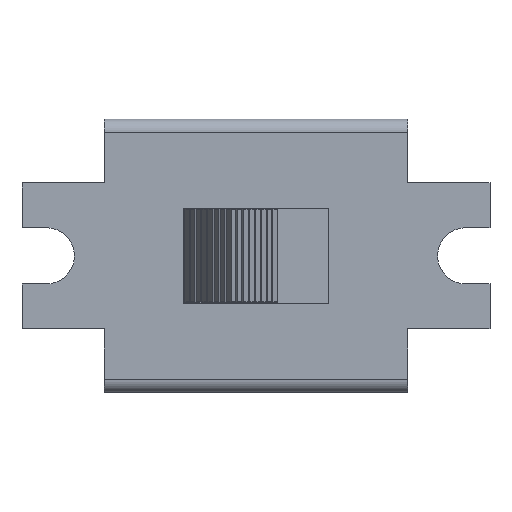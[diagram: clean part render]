
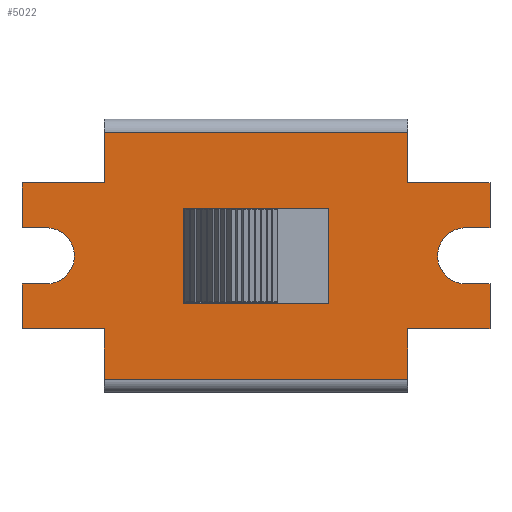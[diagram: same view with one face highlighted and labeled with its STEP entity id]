
A CAD part, top view. The second image highlights one B-rep face of the part: STEP entity #5022.
In plain terms, the highlighted planar face has unit normal (0, 0, 1).
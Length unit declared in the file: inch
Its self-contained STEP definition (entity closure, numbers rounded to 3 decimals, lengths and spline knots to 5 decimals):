
#143=FACE_BOUND('',#664,.T.);
#193=CIRCLE('',#5292,0.04626);
#197=CIRCLE('',#5305,0.04626);
#394=FACE_OUTER_BOUND('',#663,.T.);
#663=EDGE_LOOP('',(#3853,#3854,#3855,#3856,#3857,#3858,#3859,#3860,#3861,
#3862,#3863,#3864,#3865,#3866,#3867,#3868,#3869,#3870,#3871,#3872));
#664=EDGE_LOOP('',(#3873,#3874,#3875,#3876));
#1050=LINE('',#7316,#1620);
#1054=LINE('',#7323,#1624);
#1057=LINE('',#7329,#1627);
#1061=LINE('',#7341,#1631);
#1064=LINE('',#7347,#1634);
#1067=LINE('',#7353,#1637);
#1072=LINE('',#7363,#1642);
#1087=LINE('',#7397,#1657);
#1091=LINE('',#7404,#1661);
#1094=LINE('',#7410,#1664);
#1098=LINE('',#7422,#1668);
#1101=LINE('',#7428,#1671);
#1104=LINE('',#7434,#1674);
#1107=LINE('',#7440,#1677);
#1111=LINE('',#7448,#1681);
#1114=LINE('',#7454,#1684);
#1117=LINE('',#7459,#1687);
#1146=LINE('',#7514,#1716);
#1147=LINE('',#7517,#1717);
#1148=LINE('',#7521,#1718);
#1149=LINE('',#7522,#1719);
#1150=LINE('',#7523,#1720);
#1620=VECTOR('',#5967,0.3937);
#1624=VECTOR('',#5973,0.3937);
#1627=VECTOR('',#5978,0.3937);
#1631=VECTOR('',#5990,0.3937);
#1634=VECTOR('',#5995,0.3937);
#1637=VECTOR('',#6000,0.3937);
#1642=VECTOR('',#6009,0.3937);
#1657=VECTOR('',#6030,0.3937);
#1661=VECTOR('',#6036,0.3937);
#1664=VECTOR('',#6041,0.3937);
#1668=VECTOR('',#6053,0.3937);
#1671=VECTOR('',#6058,0.3937);
#1674=VECTOR('',#6063,0.3937);
#1677=VECTOR('',#6068,0.3937);
#1681=VECTOR('',#6074,0.3937);
#1684=VECTOR('',#6079,0.3937);
#1687=VECTOR('',#6084,0.3937);
#1716=VECTOR('',#6163,0.3937);
#1717=VECTOR('',#6168,0.3937);
#1718=VECTOR('',#6171,0.3937);
#1719=VECTOR('',#6172,0.3937);
#1720=VECTOR('',#6173,0.3937);
#2155=VERTEX_POINT('',#7314);
#2156=VERTEX_POINT('',#7315);
#2158=VERTEX_POINT('',#7322);
#2160=VERTEX_POINT('',#7328);
#2162=VERTEX_POINT('',#7334);
#2164=VERTEX_POINT('',#7340);
#2166=VERTEX_POINT('',#7346);
#2168=VERTEX_POINT('',#7352);
#2171=VERTEX_POINT('',#7361);
#2186=VERTEX_POINT('',#7395);
#2187=VERTEX_POINT('',#7396);
#2189=VERTEX_POINT('',#7403);
#2191=VERTEX_POINT('',#7409);
#2193=VERTEX_POINT('',#7415);
#2195=VERTEX_POINT('',#7421);
#2197=VERTEX_POINT('',#7427);
#2199=VERTEX_POINT('',#7433);
#2200=VERTEX_POINT('',#7438);
#2201=VERTEX_POINT('',#7439);
#2204=VERTEX_POINT('',#7447);
#2206=VERTEX_POINT('',#7453);
#2208=VERTEX_POINT('',#7513);
#2209=VERTEX_POINT('',#7519);
#2210=VERTEX_POINT('',#7520);
#2723=EDGE_CURVE('',#2155,#2156,#1050,.T.);
#2727=EDGE_CURVE('',#2158,#2155,#1054,.T.);
#2730=EDGE_CURVE('',#2160,#2158,#1057,.T.);
#2733=EDGE_CURVE('',#2162,#2160,#193,.T.);
#2736=EDGE_CURVE('',#2164,#2162,#1061,.T.);
#2739=EDGE_CURVE('',#2166,#2164,#1064,.T.);
#2742=EDGE_CURVE('',#2168,#2166,#1067,.T.);
#2748=EDGE_CURVE('',#2171,#2168,#1072,.T.);
#2764=EDGE_CURVE('',#2186,#2187,#1087,.T.);
#2768=EDGE_CURVE('',#2189,#2186,#1091,.T.);
#2771=EDGE_CURVE('',#2191,#2189,#1094,.T.);
#2774=EDGE_CURVE('',#2193,#2191,#197,.T.);
#2777=EDGE_CURVE('',#2195,#2193,#1098,.T.);
#2780=EDGE_CURVE('',#2197,#2195,#1101,.T.);
#2783=EDGE_CURVE('',#2199,#2197,#1104,.T.);
#2786=EDGE_CURVE('',#2200,#2201,#1107,.T.);
#2790=EDGE_CURVE('',#2204,#2200,#1111,.T.);
#2793=EDGE_CURVE('',#2206,#2204,#1114,.T.);
#2796=EDGE_CURVE('',#2201,#2206,#1117,.T.);
#2825=EDGE_CURVE('',#2187,#2208,#1146,.T.);
#2827=EDGE_CURVE('',#2208,#2171,#1147,.T.);
#2828=EDGE_CURVE('',#2209,#2210,#1148,.T.);
#2829=EDGE_CURVE('',#2156,#2209,#1149,.T.);
#2830=EDGE_CURVE('',#2210,#2199,#1150,.T.);
#3853=ORIENTED_EDGE('',*,*,#2828,.F.);
#3854=ORIENTED_EDGE('',*,*,#2829,.F.);
#3855=ORIENTED_EDGE('',*,*,#2723,.F.);
#3856=ORIENTED_EDGE('',*,*,#2727,.F.);
#3857=ORIENTED_EDGE('',*,*,#2730,.F.);
#3858=ORIENTED_EDGE('',*,*,#2733,.F.);
#3859=ORIENTED_EDGE('',*,*,#2736,.F.);
#3860=ORIENTED_EDGE('',*,*,#2739,.F.);
#3861=ORIENTED_EDGE('',*,*,#2742,.F.);
#3862=ORIENTED_EDGE('',*,*,#2748,.F.);
#3863=ORIENTED_EDGE('',*,*,#2827,.F.);
#3864=ORIENTED_EDGE('',*,*,#2825,.F.);
#3865=ORIENTED_EDGE('',*,*,#2764,.F.);
#3866=ORIENTED_EDGE('',*,*,#2768,.F.);
#3867=ORIENTED_EDGE('',*,*,#2771,.F.);
#3868=ORIENTED_EDGE('',*,*,#2774,.F.);
#3869=ORIENTED_EDGE('',*,*,#2777,.F.);
#3870=ORIENTED_EDGE('',*,*,#2780,.F.);
#3871=ORIENTED_EDGE('',*,*,#2783,.F.);
#3872=ORIENTED_EDGE('',*,*,#2830,.F.);
#3873=ORIENTED_EDGE('',*,*,#2796,.T.);
#3874=ORIENTED_EDGE('',*,*,#2793,.T.);
#3875=ORIENTED_EDGE('',*,*,#2790,.T.);
#3876=ORIENTED_EDGE('',*,*,#2786,.T.);
#4802=PLANE('',#5341);
#5022=ADVANCED_FACE('',(#394,#143),#4802,.T.);
#5292=AXIS2_PLACEMENT_3D('',#7335,#5983,#5984);
#5305=AXIS2_PLACEMENT_3D('',#7416,#6046,#6047);
#5341=AXIS2_PLACEMENT_3D('',#7518,#6169,#6170);
#5967=DIRECTION('',(1.,0.,0.));
#5973=DIRECTION('',(0.,1.,0.));
#5978=DIRECTION('',(-1.,0.,0.));
#5983=DIRECTION('center_axis',(0.,0.,
1.));
#5984=DIRECTION('ref_axis',(0.,-1.,0.));
#5990=DIRECTION('',(1.,0.,0.));
#5995=DIRECTION('',(0.,1.,0.));
#6000=DIRECTION('',(-1.,0.,0.));
#6009=DIRECTION('',(0.,1.,0.));
#6030=DIRECTION('',(-1.,0.,0.));
#6036=DIRECTION('',(0.,-1.,0.));
#6041=DIRECTION('',(1.,0.,0.));
#6046=DIRECTION('center_axis',(0.,0.,
1.));
#6047=DIRECTION('ref_axis',(0.,1.,0.));
#6053=DIRECTION('',(-1.,0.,0.));
#6058=DIRECTION('',(0.,-1.,0.));
#6063=DIRECTION('',(1.,0.,0.));
#6068=DIRECTION('',(1.,0.,0.));
#6074=DIRECTION('',(0.,1.,0.));
#6079=DIRECTION('',(-1.,0.,0.));
#6084=DIRECTION('',(0.,-1.,0.));
#6163=DIRECTION('',(0.,-1.,0.));
#6168=DIRECTION('',(-1.,0.,0.));
#6169=DIRECTION('center_axis',(0.,0.,
1.));
#6170=DIRECTION('ref_axis',(1.,0.,0.));
#6171=DIRECTION('',(1.,0.,0.));
#6172=DIRECTION('',(0.,1.,0.));
#6173=DIRECTION('',(0.,-1.,0.));
#7314=CARTESIAN_POINT('',(-0.38504,0.12008,0.3));
#7315=CARTESIAN_POINT('',(-0.25,0.12008,0.3));
#7316=CARTESIAN_POINT('',(-0.38504,0.12008,0.3));
#7322=CARTESIAN_POINT('',(-0.38504,0.04626,0.3));
#7323=CARTESIAN_POINT('',(-0.38504,0.04626,0.3));
#7328=CARTESIAN_POINT('',(-0.34508,0.04626,0.3));
#7329=CARTESIAN_POINT('',(-0.34508,0.04626,0.3));
#7334=CARTESIAN_POINT('',(-0.34508,-0.04626,0.3));
#7335=CARTESIAN_POINT('Origin',(-0.34508,0.,
0.3));
#7340=CARTESIAN_POINT('',(-0.38504,-0.04626,0.3));
#7341=CARTESIAN_POINT('',(-0.38504,-0.04626,0.3));
#7346=CARTESIAN_POINT('',(-0.38504,-0.12008,0.3));
#7347=CARTESIAN_POINT('',(-0.38504,-0.12008,0.3));
#7352=CARTESIAN_POINT('',(-0.25,-0.12008,0.3));
#7353=CARTESIAN_POINT('',(-0.25,-0.12008,0.3));
#7361=CARTESIAN_POINT('',(-0.25,-0.20295,0.3));
#7363=CARTESIAN_POINT('',(-0.25,-0.225,0.3));
#7395=CARTESIAN_POINT('',(0.38504,-0.12008,0.3));
#7396=CARTESIAN_POINT('',(0.25,-0.12008,0.3));
#7397=CARTESIAN_POINT('',(0.38504,-0.12008,0.3));
#7403=CARTESIAN_POINT('',(0.38504,-0.04626,0.3));
#7404=CARTESIAN_POINT('',(0.38504,-0.04626,0.3));
#7409=CARTESIAN_POINT('',(0.34508,-0.04626,0.3));
#7410=CARTESIAN_POINT('',(0.34508,-0.04626,0.3));
#7415=CARTESIAN_POINT('',(0.34508,0.04626,0.3));
#7416=CARTESIAN_POINT('Origin',(0.34508,0.,0.3));
#7421=CARTESIAN_POINT('',(0.38504,0.04626,0.3));
#7422=CARTESIAN_POINT('',(0.38504,0.04626,0.3));
#7427=CARTESIAN_POINT('',(0.38504,0.12008,0.3));
#7428=CARTESIAN_POINT('',(0.38504,0.12008,0.3));
#7433=CARTESIAN_POINT('',(0.25,0.12008,0.3));
#7434=CARTESIAN_POINT('',(0.25,0.12008,0.3));
#7438=CARTESIAN_POINT('',(-0.12008,0.07874,0.3));
#7439=CARTESIAN_POINT('',(0.12008,0.07874,0.3));
#7440=CARTESIAN_POINT('',(-0.06004,0.07874,0.3));
#7447=CARTESIAN_POINT('',(-0.12008,-0.07874,0.3));
#7448=CARTESIAN_POINT('',(-0.12008,-0.03937,0.3));
#7453=CARTESIAN_POINT('',(0.12008,-0.07874,0.3));
#7454=CARTESIAN_POINT('',(0.06004,-0.07874,0.3));
#7459=CARTESIAN_POINT('',(0.12008,0.03937,0.3));
#7513=CARTESIAN_POINT('',(0.25,-0.20295,0.3));
#7514=CARTESIAN_POINT('',(0.25,-0.12008,0.3));
#7517=CARTESIAN_POINT('',(0.125,-0.20295,0.3));
#7518=CARTESIAN_POINT('Origin',(0.,0.,
0.3));
#7519=CARTESIAN_POINT('',(-0.25,0.20295,0.3));
#7520=CARTESIAN_POINT('',(0.25,0.20295,0.3));
#7521=CARTESIAN_POINT('',(-0.125,0.20295,0.3));
#7522=CARTESIAN_POINT('',(-0.25,0.12008,0.3));
#7523=CARTESIAN_POINT('',(0.25,0.225,0.3));
